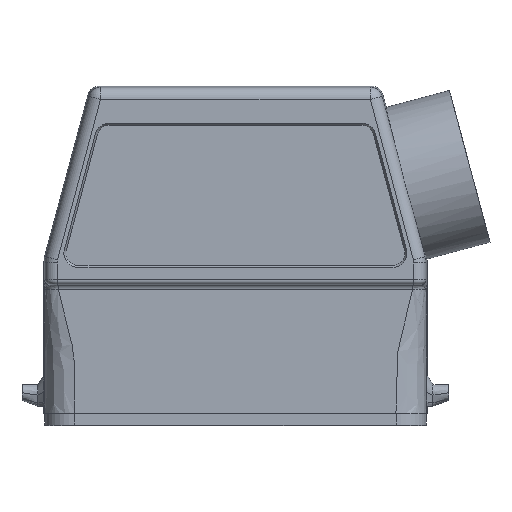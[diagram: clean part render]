
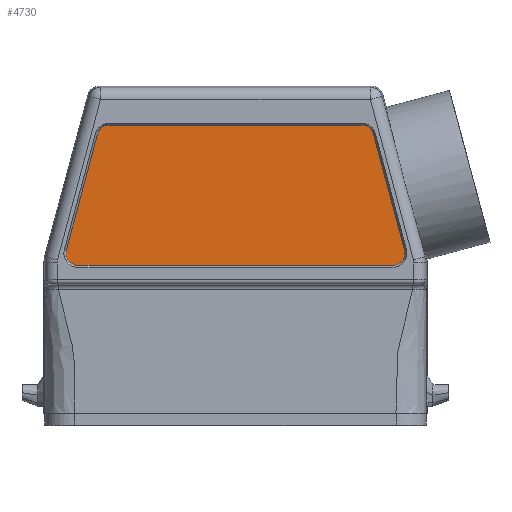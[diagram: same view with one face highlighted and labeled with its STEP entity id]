
A CAD part, front view. The second image highlights one B-rep face of the part: STEP entity #4730.
In plain terms, the highlighted planar face has unit normal (0, -1, 0).
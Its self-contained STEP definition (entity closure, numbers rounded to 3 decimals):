
#4655=CARTESIAN_POINT('',(-32.572,-17.3,21.35));
#4656=DIRECTION('',(0.0,-1.0,0.0));
#4657=DIRECTION('',(0.0,0.0,-1.0));
#4658=AXIS2_PLACEMENT_3D('',#4655,#4656,#4657);
#4659=PLANE('',#4658);
#4660=CARTESIAN_POINT('',(-32.572,-17.3,18.85));
#4661=VERTEX_POINT('',#4660);
#4662=CARTESIAN_POINT('',(-34.987,-17.3,21.997));
#4663=VERTEX_POINT('',#4662);
#4664=CARTESIAN_POINT('',(-32.572,-17.3,21.35));
#4665=DIRECTION('',(0.0,1.0,0.0));
#4666=DIRECTION('',(-1.0,0.0,0.0));
#4667=AXIS2_PLACEMENT_3D('',#4664,#4665,#4666);
#4668=CIRCLE('',#4667,2.5);
#4669=EDGE_CURVE('',#4661,#4663,#4668,.T.);
#4670=ORIENTED_EDGE('',*,*,#4669,.F.);
#4671=CARTESIAN_POINT('',(32.572,-17.3,18.85));
#4672=VERTEX_POINT('',#4671);
#4673=CARTESIAN_POINT('',(32.572,-17.3,18.85));
#4674=DIRECTION('',(-1.0,0.0,0.0));
#4675=VECTOR('',#4674,65.145);
#4676=LINE('',#4673,#4675);
#4677=EDGE_CURVE('',#4672,#4661,#4676,.T.);
#4678=ORIENTED_EDGE('',*,*,#4677,.F.);
#4679=CARTESIAN_POINT('',(34.987,-17.3,21.997));
#4680=VERTEX_POINT('',#4679);
#4681=CARTESIAN_POINT('',(32.572,-17.3,21.35));
#4682=DIRECTION('',(0.0,1.0,0.0));
#4683=DIRECTION('',(-1.0,0.0,0.0));
#4684=AXIS2_PLACEMENT_3D('',#4681,#4682,#4683);
#4685=CIRCLE('',#4684,2.5);
#4686=EDGE_CURVE('',#4680,#4672,#4685,.T.);
#4687=ORIENTED_EDGE('',*,*,#4686,.F.);
#4688=CARTESIAN_POINT('',(28.556,-17.3,45.997));
#4689=VERTEX_POINT('',#4688);
#4690=CARTESIAN_POINT('',(28.556,-17.3,45.997));
#4691=DIRECTION('',(0.259,0.0,-0.966));
#4692=VECTOR('',#4691,24.847);
#4693=LINE('',#4690,#4692);
#4694=EDGE_CURVE('',#4689,#4680,#4693,.T.);
#4695=ORIENTED_EDGE('',*,*,#4694,.F.);
#4696=CARTESIAN_POINT('',(26.142,-17.3,47.85));
#4697=VERTEX_POINT('',#4696);
#4698=CARTESIAN_POINT('',(26.142,-17.3,45.35));
#4699=DIRECTION('',(0.0,1.0,0.0));
#4700=DIRECTION('',(-1.0,0.0,0.0));
#4701=AXIS2_PLACEMENT_3D('',#4698,#4699,#4700);
#4702=CIRCLE('',#4701,2.5);
#4703=EDGE_CURVE('',#4697,#4689,#4702,.T.);
#4704=ORIENTED_EDGE('',*,*,#4703,.F.);
#4705=CARTESIAN_POINT('',(-26.142,-17.3,47.85));
#4706=VERTEX_POINT('',#4705);
#4707=CARTESIAN_POINT('',(-26.142,-17.3,47.85));
#4708=DIRECTION('',(1.0,0.0,0.0));
#4709=VECTOR('',#4708,52.283);
#4710=LINE('',#4707,#4709);
#4711=EDGE_CURVE('',#4706,#4697,#4710,.T.);
#4712=ORIENTED_EDGE('',*,*,#4711,.F.);
#4713=CARTESIAN_POINT('',(-28.556,-17.3,45.997));
#4714=VERTEX_POINT('',#4713);
#4715=CARTESIAN_POINT('',(-26.142,-17.3,45.35));
#4716=DIRECTION('',(0.0,1.0,0.0));
#4717=DIRECTION('',(-1.0,0.0,0.0));
#4718=AXIS2_PLACEMENT_3D('',#4715,#4716,#4717);
#4719=CIRCLE('',#4718,2.5);
#4720=EDGE_CURVE('',#4714,#4706,#4719,.T.);
#4721=ORIENTED_EDGE('',*,*,#4720,.F.);
#4722=CARTESIAN_POINT('',(-34.987,-17.3,21.997));
#4723=DIRECTION('',(0.259,0.0,0.966));
#4724=VECTOR('',#4723,24.847);
#4725=LINE('',#4722,#4724);
#4726=EDGE_CURVE('',#4663,#4714,#4725,.T.);
#4727=ORIENTED_EDGE('',*,*,#4726,.F.);
#4728=EDGE_LOOP('',(#4670,#4678,#4687,#4695,#4704,#4712,#4721,#4727));
#4729=FACE_OUTER_BOUND('',#4728,.T.);
#4730=ADVANCED_FACE('',(#4729),#4659,.T.);
